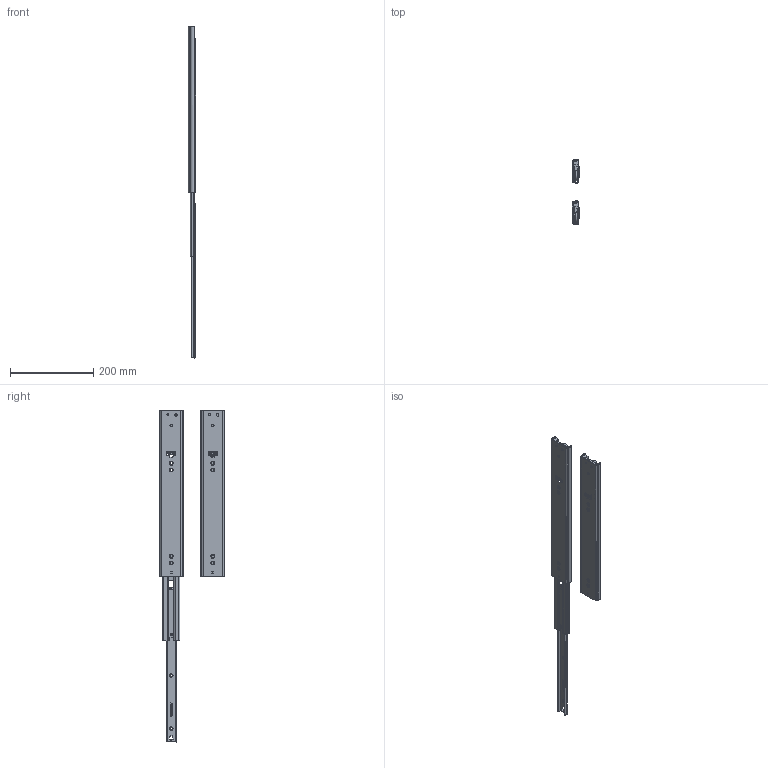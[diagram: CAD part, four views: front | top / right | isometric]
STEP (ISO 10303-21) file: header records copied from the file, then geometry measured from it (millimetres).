
FILE_DESCRIPTION(/* description */ ('Vollauszug Serie 038 400x400'),/* implementation_level */ '2;1');
FILE_NAME(/* name */ '07000920002.stp',/* time_stamp */ '2022-12-05T14:14:16+01:00',/* author */ ('Dennis Bruder'),/* organization */ (''),/* preprocessor_version */ 'ST-DEVELOPER v18.1',/* originating_system */ 'Autodesk Inventor 2022',/* authorisation */ '');
FILE_SCHEMA (('AUTOMOTIVE_DESIGN { 1 0 10303 214 3 1 1 }'));
Products named in the file (1): 07000920002
Bounding box: 18.05 x 157.4 x 799.19 mm (x, y, z)
Volume: 325743.8 mm3; surface area: 323900.5 mm2
Topology: 6 solids, 6 shells, 2500 faces, 6854 edges, 4337 vertices
Faces by surface type: cylinder 1062, plane 991, bspline 140, cone 140, torus 120, sphere 47
Full cylindrical faces by diameter (mm): 2.58 x2, 2.787 x2, 4 x6, 4.2 x4, 4.5 x3, 4.6 x6, 6 x3, 6.1 x2, 8.5 x2
Entity records: 89119 total; most frequent: CARTESIAN_POINT 23086, ORIENTED_EDGE 13590, DIRECTION 13286, EDGE_CURVE 6795, AXIS2_PLACEMENT_3D 4838, VERTEX_POINT 4337, LINE 3610, VECTOR 3610
